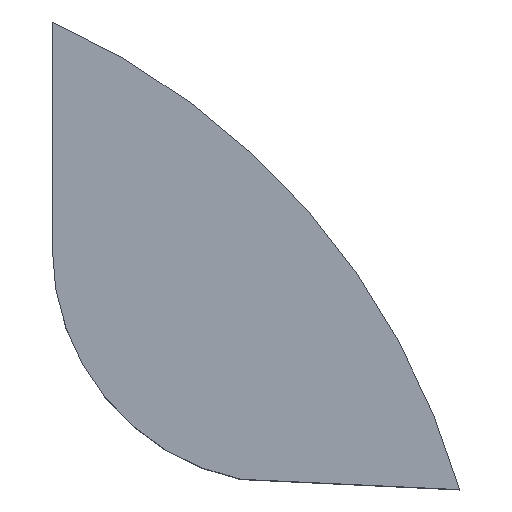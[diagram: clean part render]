
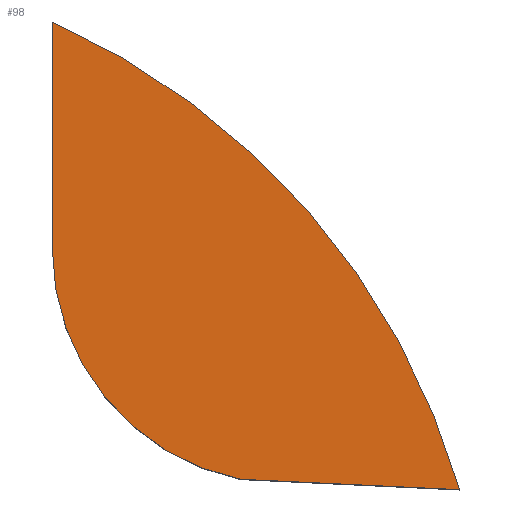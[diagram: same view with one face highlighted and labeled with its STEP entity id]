
A CAD part, top view. The second image highlights one B-rep face of the part: STEP entity #98.
In plain terms, the highlighted planar face has unit normal (0, 0, 1).
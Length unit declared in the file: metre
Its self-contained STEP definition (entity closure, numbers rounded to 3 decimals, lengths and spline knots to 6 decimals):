
#13=CIRCLE('',#116,0.005281);
#15=CIRCLE('',#120,0.001687);
#34=ORIENTED_EDGE('',*,*,#44,.T.);
#35=ORIENTED_EDGE('',*,*,#48,.T.);
#36=ORIENTED_EDGE('',*,*,#51,.F.);
#37=ORIENTED_EDGE('',*,*,#53,.T.);
#44=EDGE_CURVE('',#57,#56,#64,.T.);
#48=EDGE_CURVE('',#56,#59,#13,.T.);
#51=EDGE_CURVE('',#61,#59,#69,.T.);
#53=EDGE_CURVE('',#61,#57,#15,.T.);
#56=VERTEX_POINT('',#159);
#57=VERTEX_POINT('',#161);
#59=VERTEX_POINT('',#167);
#61=VERTEX_POINT('',#173);
#64=LINE('',#160,#72);
#69=LINE('',#174,#77);
#72=VECTOR('',#129,1.);
#77=VECTOR('',#142,1.);
#82=EDGE_LOOP('',(#34,#35,#36,#37));
#88=FACE_BOUND('',#82,.T.);
#92=PLANE('',#121);
#98=ADVANCED_FACE('',(#88),#92,.T.);
#116=AXIS2_PLACEMENT_3D('',#168,#136,#137);
#120=AXIS2_PLACEMENT_3D('',#177,#147,#148);
#121=AXIS2_PLACEMENT_3D('',#178,#149,#150);
#129=DIRECTION('',(0.999,-0.047,0.));
#136=DIRECTION('',(0.,0.,1.));
#137=DIRECTION('',(1.,0.,0.));
#142=DIRECTION('',(0.,1.,0.));
#147=DIRECTION('',(0.,0.,1.));
#148=DIRECTION('',(1.,0.,0.));
#149=DIRECTION('',(0.,0.,1.));
#150=DIRECTION('',(1.,0.,0.));
#159=CARTESIAN_POINT('',(-0.005541,0.048487,0.0015));
#160=CARTESIAN_POINT('',(-0.006328,0.048524,0.0015));
#161=CARTESIAN_POINT('',(-0.007116,0.048561,0.0015));
#167=CARTESIAN_POINT('',(-0.008466,0.051843,0.0015));
#168=CARTESIAN_POINT('',(-0.010615,0.047019,0.0015));
#173=CARTESIAN_POINT('',(-0.008466,0.050214,0.0015));
#174=CARTESIAN_POINT('',(-0.008466,0.051029,0.0015));
#177=CARTESIAN_POINT('',(-0.006779,0.050214,0.0015));
#178=CARTESIAN_POINT('',(-0.000463,0.034297,0.0015));
